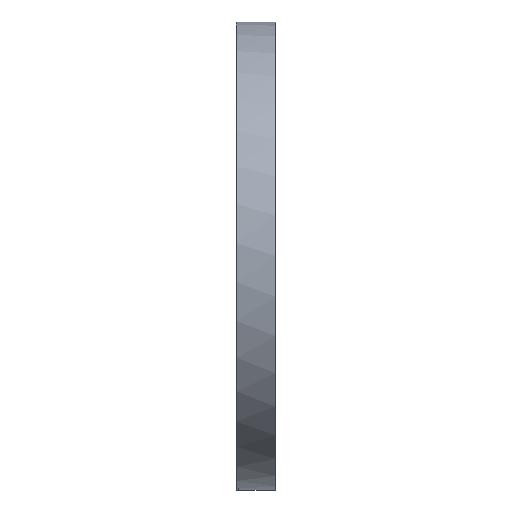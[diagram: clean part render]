
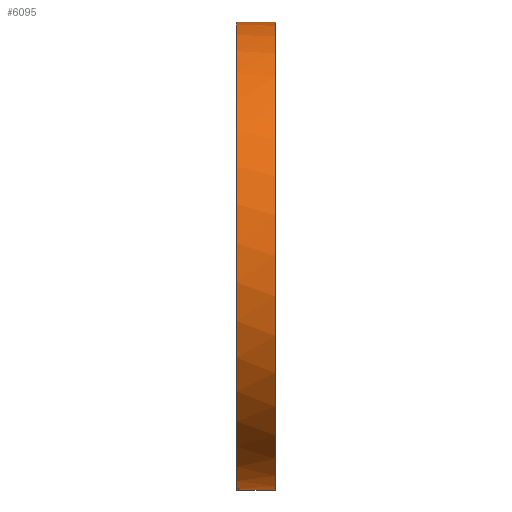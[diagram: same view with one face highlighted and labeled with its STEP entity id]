
A CAD part, left-side view. The second image highlights one B-rep face of the part: STEP entity #6095.
In plain terms, the highlighted cylindrical face has radius 153 mm (diameter 306 mm), a partial arc.
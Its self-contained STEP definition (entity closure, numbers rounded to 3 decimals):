
#16 = VECTOR ( 'NONE', #5929, 1000. ) ;
#44 = CIRCLE ( 'NONE', #49, 153. ) ;
#49 = AXIS2_PLACEMENT_3D ( 'NONE', #5957, #5958, #5959 ) ;
#51 = VECTOR ( 'NONE', #5925, 1000. ) ;
#164 = ORIENTED_EDGE ( 'NONE', *, *, #1146, .F. ) ;
#165 = ORIENTED_EDGE ( 'NONE', *, *, #1218, .T. ) ;
#166 = ORIENTED_EDGE ( 'NONE', *, *, #1219, .T. ) ;
#167 = ORIENTED_EDGE ( 'NONE', *, *, #1220, .F. ) ;
#168 = ORIENTED_EDGE ( 'NONE', *, *, #1221, .T. ) ;
#169 = ORIENTED_EDGE ( 'NONE', *, *, #1157, .T. ) ;
#170 = ORIENTED_EDGE ( 'NONE', *, *, #1147, .T. ) ;
#171 = ORIENTED_EDGE ( 'NONE', *, *, #1222, .T. ) ;
#1146 = EDGE_CURVE ( 'NONE', #5202, #5141, #5921, .T. ) ;
#1147 = EDGE_CURVE ( 'NONE', #5193, #5142, #5926, .T. ) ;
#1157 = EDGE_CURVE ( 'NONE', #5211, #5193, #44, .T. ) ;
#1218 = EDGE_CURVE ( 'NONE', #5202, #5696, #6568, .T. ) ;
#1219 = EDGE_CURVE ( 'NONE', #5696, #5701, #6235, .T. ) ;
#1220 = EDGE_CURVE ( 'NONE', #5698, #5701, #6572, .T. ) ;
#1221 = EDGE_CURVE ( 'NONE', #5698, #5211, #6240, .T. ) ;
#1222 = EDGE_CURVE ( 'NONE', #5142, #5141, #6575, .T. ) ;
#1925 = CARTESIAN_POINT ( 'NONE',  ( 0., 0.4, 153. ) ) ;
#1926 = CARTESIAN_POINT ( 'NONE',  ( 0., 0.4, -153. ) ) ;
#1938 = CARTESIAN_POINT ( 'NONE',  ( 0., 25.6, -153. ) ) ;
#1947 = CARTESIAN_POINT ( 'NONE',  ( 0., 25.6, 153. ) ) ;
#1956 = CARTESIAN_POINT ( 'NONE',  ( -13.005, 25.6, -152.446 ) ) ;
#2031 = CARTESIAN_POINT ( 'NONE',  ( -16.986, 25.6, -152.054 ) ) ;
#2033 = CARTESIAN_POINT ( 'NONE',  ( -13.005, 24.3, -152.446 ) ) ;
#2036 = CARTESIAN_POINT ( 'NONE',  ( -16.986, 24.3, -152.054 ) ) ;
#2431 = DIRECTION ( 'NONE',  ( 0., -1., 0. ) ) ;
#2433 = CYLINDRICAL_SURFACE ( 'NONE', #4782, 153. ) ;
#2434 = FACE_OUTER_BOUND ( 'NONE', #5128, .T. ) ;
#2435 = CARTESIAN_POINT ( 'NONE',  ( 0., 0., 0. ) ) ;
#2437 = DIRECTION ( 'NONE',  ( 0., 0., -1. ) ) ;
#4782 = AXIS2_PLACEMENT_3D ( 'NONE', #2435, #2431, #2437 ) ;
#5128 = EDGE_LOOP ( 'NONE', ( #164, #165, #166, #167, #168, #169, #170, #171 ) ) ;
#5141 = VERTEX_POINT ( 'NONE', #1925 ) ;
#5142 = VERTEX_POINT ( 'NONE', #1926 ) ;
#5193 = VERTEX_POINT ( 'NONE', #1938 ) ;
#5202 = VERTEX_POINT ( 'NONE', #1947 ) ;
#5211 = VERTEX_POINT ( 'NONE', #1956 ) ;
#5696 = VERTEX_POINT ( 'NONE', #2031 ) ;
#5698 = VERTEX_POINT ( 'NONE', #2033 ) ;
#5701 = VERTEX_POINT ( 'NONE', #2036 ) ;
#5914 = CARTESIAN_POINT ( 'NONE',  ( 0., 0., 153. ) ) ;
#5921 = LINE ( 'NONE', #5914, #51 ) ;
#5925 = DIRECTION ( 'NONE',  ( 0., -1., 0. ) ) ;
#5926 = LINE ( 'NONE', #5928, #16 ) ;
#5928 = CARTESIAN_POINT ( 'NONE',  ( 0., 0., -153. ) ) ;
#5929 = DIRECTION ( 'NONE',  ( 0., -1., 0. ) ) ;
#5957 = CARTESIAN_POINT ( 'NONE',  ( 0., 25.6, 0. ) ) ;
#5958 = DIRECTION ( 'NONE',  ( 0., -1., 0. ) ) ;
#5959 = DIRECTION ( 'NONE',  ( 0., 0., -1. ) ) ;
#6095 = ADVANCED_FACE ( 'NONE', ( #2434 ), #2433, .T. ) ;
#6235 = LINE ( 'NONE', #6236, #6570 ) ;
#6236 = CARTESIAN_POINT ( 'NONE',  ( -16.986, 0., -152.054 ) ) ;
#6240 = LINE ( 'NONE', #6241, #6573 ) ;
#6241 = CARTESIAN_POINT ( 'NONE',  ( -13.005, 0., -152.446 ) ) ;
#6242 = CARTESIAN_POINT ( 'NONE',  ( 0., 25.6, 0. ) ) ;
#6243 = DIRECTION ( 'NONE',  ( 0., -1., 0. ) ) ;
#6244 = DIRECTION ( 'NONE',  ( 0., 0., -1. ) ) ;
#6245 = DIRECTION ( 'NONE',  ( 0., -1., 0. ) ) ;
#6248 = CARTESIAN_POINT ( 'NONE',  ( 0., 24.3, 0. ) ) ;
#6249 = DIRECTION ( 'NONE',  ( 0., 1., 0. ) ) ;
#6250 = DIRECTION ( 'NONE',  ( 0., 0., 1. ) ) ;
#6251 = DIRECTION ( 'NONE',  ( 0., 1., 0. ) ) ;
#6252 = CARTESIAN_POINT ( 'NONE',  ( 0., 0.4, 0. ) ) ;
#6253 = DIRECTION ( 'NONE',  ( 0., 1., 0. ) ) ;
#6254 = DIRECTION ( 'NONE',  ( 0., 0., 1. ) ) ;
#6568 = CIRCLE ( 'NONE', #6571, 153. ) ;
#6570 = VECTOR ( 'NONE', #6245, 1000. ) ;
#6571 = AXIS2_PLACEMENT_3D ( 'NONE', #6242, #6243, #6244 ) ;
#6572 = CIRCLE ( 'NONE', #6574, 153. ) ;
#6573 = VECTOR ( 'NONE', #6251, 1000. ) ;
#6574 = AXIS2_PLACEMENT_3D ( 'NONE', #6248, #6249, #6250 ) ;
#6575 = CIRCLE ( 'NONE', #6577, 153. ) ;
#6577 = AXIS2_PLACEMENT_3D ( 'NONE', #6252, #6253, #6254 ) ;
